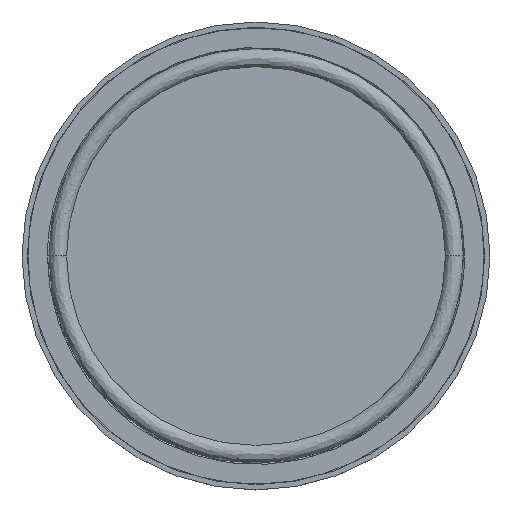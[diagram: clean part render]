
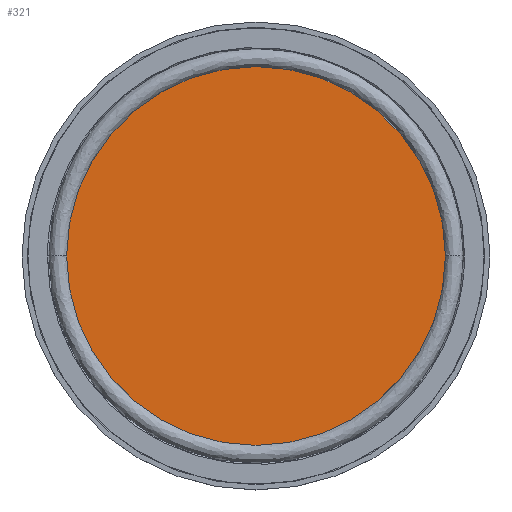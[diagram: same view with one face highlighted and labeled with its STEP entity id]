
A CAD part, top view. The second image highlights one B-rep face of the part: STEP entity #321.
In plain terms, the highlighted planar face has unit normal (0, 0, 1).
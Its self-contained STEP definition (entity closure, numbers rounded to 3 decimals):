
#52 = DIRECTION ( 'NONE',  ( -1., 0., 0. ) ) ;
#123 = FACE_OUTER_BOUND ( 'NONE', #1915, .T. ) ;
#225 = DIRECTION ( 'NONE',  ( 0., 0., -1. ) ) ;
#321 = ADVANCED_FACE ( 'NONE', ( #123 ), #934, .F. ) ;
#340 = AXIS2_PLACEMENT_3D ( 'NONE', #1485, #1289, #2196 ) ;
#414 = EDGE_CURVE ( 'NONE', #818, #958, #1434, .T. ) ;
#429 = ORIENTED_EDGE ( 'NONE', *, *, #1529, .F. ) ;
#687 = CIRCLE ( 'NONE', #911, 53.828 ) ;
#708 = ORIENTED_EDGE ( 'NONE', *, *, #414, .F. ) ;
#818 = VERTEX_POINT ( 'NONE', #1925 ) ;
#911 = AXIS2_PLACEMENT_3D ( 'NONE', #2160, #1082, #1462 ) ;
#934 = PLANE ( 'NONE',  #340 ) ;
#958 = VERTEX_POINT ( 'NONE', #1450 ) ;
#1082 = DIRECTION ( 'NONE',  ( 0., 0., -1. ) ) ;
#1289 = DIRECTION ( 'NONE',  ( 0., 0., -1. ) ) ;
#1434 = CIRCLE ( 'NONE', #2007, 53.828 ) ;
#1450 = CARTESIAN_POINT ( 'NONE',  ( -53.828, 0., -1.8 ) ) ;
#1462 = DIRECTION ( 'NONE',  ( -1., 0., 0. ) ) ;
#1485 = CARTESIAN_POINT ( 'NONE',  ( 0., -53.828, -1.8 ) ) ;
#1529 = EDGE_CURVE ( 'NONE', #958, #818, #687, .T. ) ;
#1915 = EDGE_LOOP ( 'NONE', ( #429, #708 ) ) ;
#1925 = CARTESIAN_POINT ( 'NONE',  ( 53.828, 0., -1.8 ) ) ;
#2007 = AXIS2_PLACEMENT_3D ( 'NONE', #2230, #225, #52 ) ;
#2160 = CARTESIAN_POINT ( 'NONE',  ( 0., 0., -1.8 ) ) ;
#2196 = DIRECTION ( 'NONE',  ( -1., 0., 0. ) ) ;
#2230 = CARTESIAN_POINT ( 'NONE',  ( 0., 0., -1.8 ) ) ;
